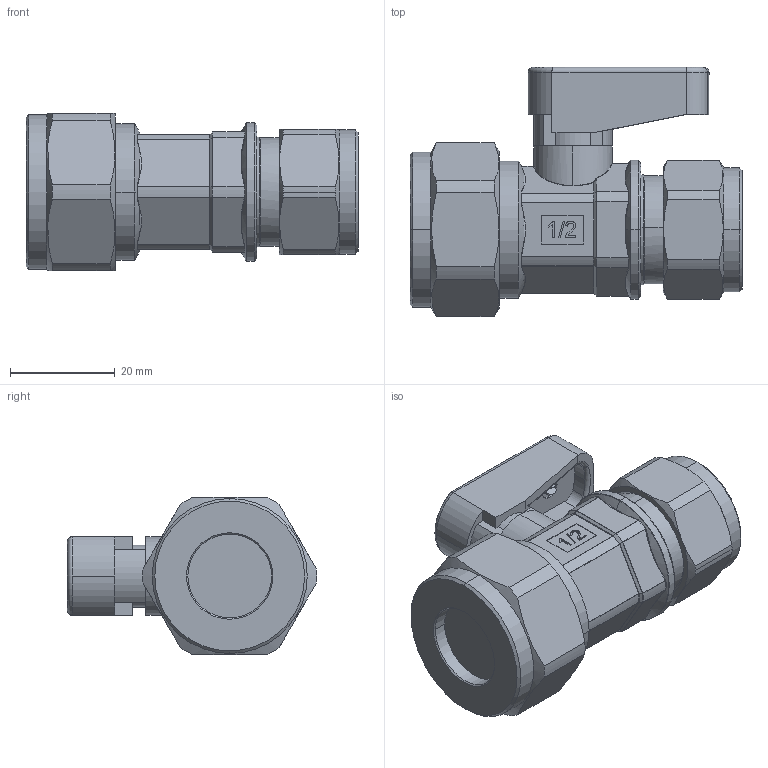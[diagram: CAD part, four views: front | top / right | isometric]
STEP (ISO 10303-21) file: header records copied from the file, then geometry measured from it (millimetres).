
FILE_DESCRIPTION (( 'STEP AP214' ), '1' );
FILE_NAME ('0645000015.step', '2012-10-02T16:34:42', ( '' ), ( '' ), 'SwSTEP 2.0', 'SolidWorks 2012', '' );
FILE_SCHEMA (( 'AUTOMOTIVE_DESIGN' ));
Length unit declared in the file: millimetre
Products named in the file (1): 0645000015
Bounding box: 63.4 x 47.59 x 30 mm (x, y, z)
Volume: 38393.7 mm3; surface area: 10396.3 mm2
Topology: 2 solids, 9 shells, 1022 faces, 2604 edges, 1624 vertices
Faces by surface type: plane 425, bspline 336, cylinder 133, torus 55, cone 53, sphere 20
Entity records: 43646 total; most frequent: CARTESIAN_POINT 21575, ORIENTED_EDGE 5138, DIRECTION 3615, EDGE_CURVE 2569, VERTEX_POINT 1624, VECTOR 1317, LINE 1317, AXIS2_PLACEMENT_3D 1149
